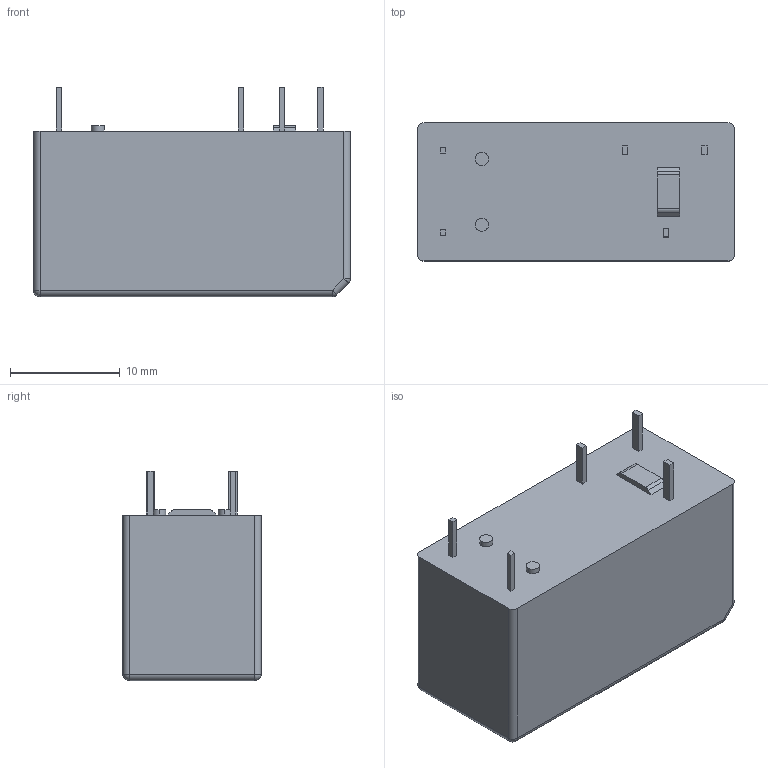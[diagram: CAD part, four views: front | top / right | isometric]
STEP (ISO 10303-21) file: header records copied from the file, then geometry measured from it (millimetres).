
FILE_DESCRIPTION(('STEP AP242'),'1');
FILE_NAME('1-1415899-1.stp','2023-01-30T15:12:49',('TraceParts'),('TraceParts S.A.'),'Spatial InterOp 3D',' ',' ');
FILE_SCHEMA(('AP242_MANAGED_MODEL_BASED_3D_ENGINEERING_MIM_LF {1 0 10303 442 1 1 4}'));
Length unit declared in the file: millimetre
Products named in the file (1): 1-1415899-1_1
Bounding box: 28.9 x 12.6 x 19.09 mm (x, y, z)
Volume: 5487.6 mm3; surface area: 1990.1 mm2
Topology: 1 solids, 1 shells, 62 faces, 144 edges, 98 vertices
Faces by surface type: plane 39, cylinder 17, sphere 6
Entity records: 1788 total; most frequent: DIRECTION 306, CARTESIAN_POINT 294, ORIENTED_EDGE 276, EDGE_CURVE 138, LINE 110, VECTOR 110, AXIS2_PLACEMENT_3D 98, VERTEX_POINT 86
